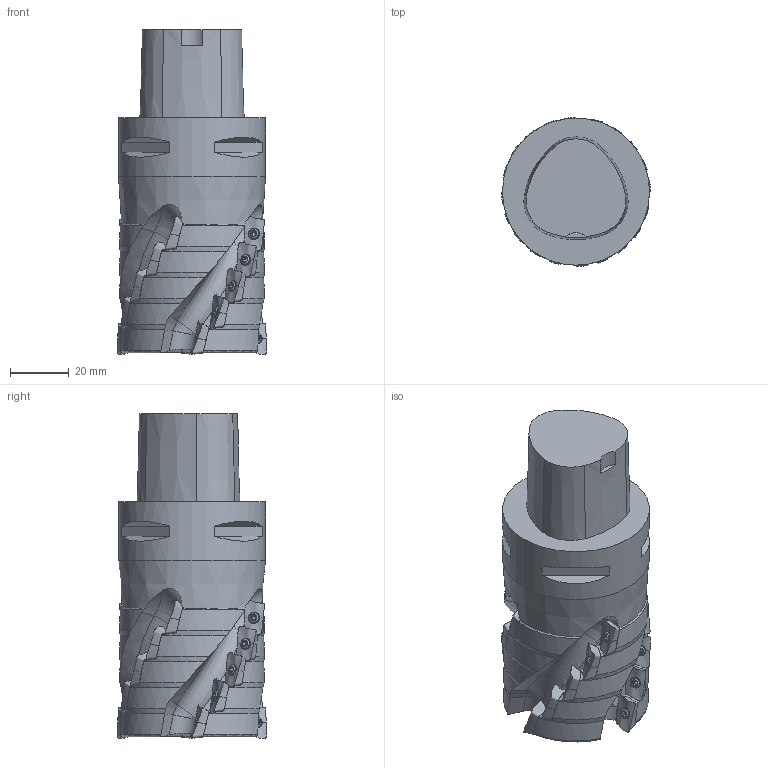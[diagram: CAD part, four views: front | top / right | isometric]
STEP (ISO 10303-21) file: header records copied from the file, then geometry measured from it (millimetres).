
FILE_DESCRIPTION(/* description */ (''),/* implementation_level */ '2;1');
FILE_NAME(/* name */ '1583476207322.stp',/* time_stamp */ '2020-03-06T12:00:26+06:00',/* author */ (''),/* organization */ ('SMS'),/* preprocessor_version */ 'ST-DEVELOPER v16.7',/* originating_system */ 'SIEMENS PLM Software NX 12.0',/* authorisation */ '');
FILE_SCHEMA (('AUTOMOTIVE_DESIGN { 1 0 10303 214 3 1 1 1 }'));
Products named in the file (4): ASSEMBLY_CONSTRUCTION; 201207134mod000_00; 202874644mod000_00; 202874654mod000_00
Assembly tree (22 placements, depth 2):
  202874654mod000_00
    202874644mod000_00
    201207134mod000_00  x20
    ASSEMBLY_CONSTRUCTION
Bounding box: 50.76 x 50.76 x 110.47 mm (x, y, z)
Volume: 160592.8 mm3; surface area: 27060.3 mm2
Topology: 21 solids, 21 shells, 1058 faces, 2615 edges, 1709 vertices
Faces by surface type: cylinder 366, plane 288, cone 191, bspline 112, torus 73, sphere 20, revolution 8
Full cylindrical faces by diameter (mm): 2.5 x20, 2.8 x20, 3.45 x20, 50 x1
Entity records: 56509 total; most frequent: CARTESIAN_POINT 38262, ORIENTED_EDGE 3724, DIRECTION 3668, EDGE_CURVE 1862, AXIS2_PLACEMENT_3D 1661, VERTEX_POINT 1232, EDGE_LOOP 932, ADVANCED_FACE 792
